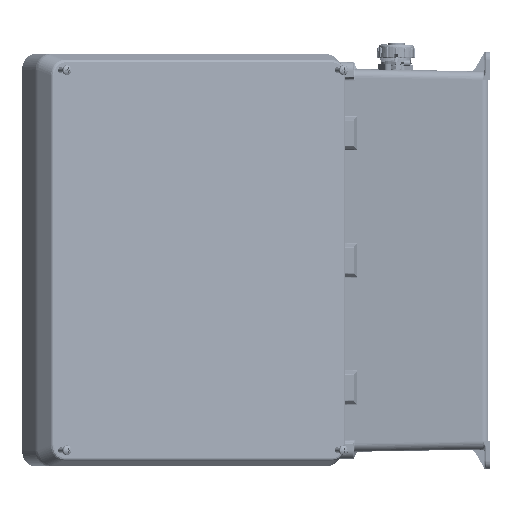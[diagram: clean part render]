
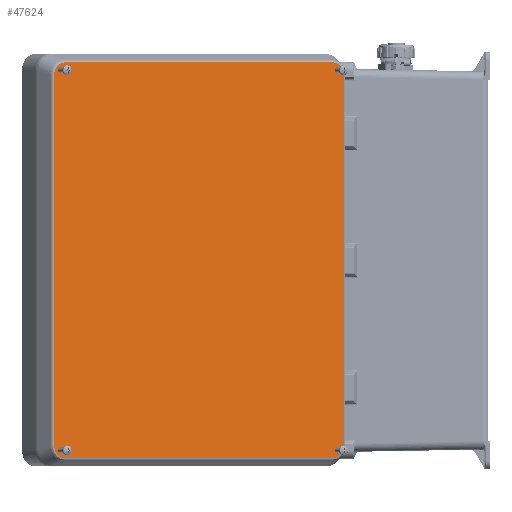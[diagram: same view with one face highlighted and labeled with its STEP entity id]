
A CAD part, left-side view. The second image highlights one B-rep face of the part: STEP entity #47624.
In plain terms, the highlighted face is planar.
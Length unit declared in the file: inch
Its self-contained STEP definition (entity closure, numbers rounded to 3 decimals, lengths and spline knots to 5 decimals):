
#370 = CARTESIAN_POINT ( 'NONE',  ( -6.05905, 0., -0.71315 ) ) ;
#1322 = DIRECTION ( 'NONE',  ( 0., 1., 0. ) ) ;
#2830 = CARTESIAN_POINT ( 'NONE',  ( -6.34544, 0., -14.81371 ) ) ;
#2902 = CARTESIAN_POINT ( 'NONE',  ( 5.86991, 0., -15.00544 ) ) ;
#3332 = LINE ( 'NONE', #50593, #40264 ) ;
#3995 =( BOUNDED_CURVE ( )  B_SPLINE_CURVE ( 3, ( #88163, #51294, #36756, #88494 ),
 .UNSPECIFIED., .F., .F. ) 
 B_SPLINE_CURVE_WITH_KNOTS ( ( 4, 4 ),
 ( 2.40401, 3.87917 ),
 .UNSPECIFIED. ) 
 CURVE ( )  GEOMETRIC_REPRESENTATION_ITEM ( )  RATIONAL_B_SPLINE_CURVE ( ( 1., 0.827, 0.827, 1. ) ) 
 REPRESENTATION_ITEM ( '' )  );
#5408 = AXIS2_PLACEMENT_3D ( 'NONE', #32998, #84698, #40404 ) ;
#6727 = EDGE_LOOP ( 'NONE', ( #23785 ) ) ;
#6791 = ORIENTED_EDGE ( 'NONE', *, *, #71544, .T. ) ;
#6817 = DIRECTION ( 'NONE',  ( 0., 0., 1. ) ) ;
#8216 = FACE_BOUND ( 'NONE', #55280, .T. ) ;
#8742 = CARTESIAN_POINT ( 'NONE',  ( 6.05905, 0., -0.71095 ) ) ;
#8746 = CARTESIAN_POINT ( 'NONE',  ( 5.86991, 0., -0.31456 ) ) ;
#8846 = CARTESIAN_POINT ( 'NONE',  ( 6.05905, 0., -0.60095 ) ) ;
#9012 = AXIS2_PLACEMENT_3D ( 'NONE', #45512, #1322, #52961 ) ;
#9782 = CARTESIAN_POINT ( 'NONE',  ( 0., 0., -0.31456 ) ) ;
#10351 = ORIENTED_EDGE ( 'NONE', *, *, #81453, .F. ) ;
#11926 = VERTEX_POINT ( 'NONE', #46825 ) ;
#15863 = CARTESIAN_POINT ( 'NONE',  ( 6.34544, 0., -0.50629 ) ) ;
#16140 = AXIS2_PLACEMENT_3D ( 'NONE', #29148, #80826, #36538 ) ;
#16291 = DIRECTION ( 'NONE',  ( 0., 0., -1. ) ) ;
#16525 = ORIENTED_EDGE ( 'NONE', *, *, #79524, .F. ) ;
#17700 = CARTESIAN_POINT ( 'NONE',  ( -6.15371, 0., -15.00544 ) ) ;
#20003 = ORIENTED_EDGE ( 'NONE', *, *, #33251, .F. ) ;
#20232 = DIRECTION ( 'NONE',  ( 0., 1., 0. ) ) ;
#20438 = AXIS2_PLACEMENT_3D ( 'NONE', #79019, #20232, #71907 ) ;
#21292 = ORIENTED_EDGE ( 'NONE', *, *, #27077, .F. ) ;
#22932 = VECTOR ( 'NONE', #6817, 39.37008 ) ;
#23785 = ORIENTED_EDGE ( 'NONE', *, *, #85473, .F. ) ;
#27077 = EDGE_CURVE ( 'NONE', #79312, #79312, #36472, .T. ) ;
#27877 = FACE_BOUND ( 'NONE', #54349, .T. ) ;
#29148 = CARTESIAN_POINT ( 'NONE',  ( 6.05905, 0., -14.71905 ) ) ;
#29272 = ORIENTED_EDGE ( 'NONE', *, *, #62400, .T. ) ;
#30078 = CARTESIAN_POINT ( 'NONE',  ( -6.34544, 0., -0.50629 ) ) ;
#32074 = CARTESIAN_POINT ( 'NONE',  ( 6.34544, 0., -0.79009 ) ) ;
#32998 = CARTESIAN_POINT ( 'NONE',  ( -6.05905, 0., -0.60095 ) ) ;
#33251 = EDGE_CURVE ( 'NONE', #63568, #65449, #58333, .T. ) ;
#33293 = ORIENTED_EDGE ( 'NONE', *, *, #89781, .F. ) ;
#34748 = CARTESIAN_POINT ( 'NONE',  ( 6.34544, 0., -14.52991 ) ) ;
#36055 = DIRECTION ( 'NONE',  ( 0., 0., 1. ) ) ;
#36472 = CIRCLE ( 'NONE', #5408, 0.1122 ) ;
#36538 = DIRECTION ( 'NONE',  ( 0., 0., 1. ) ) ;
#36756 = CARTESIAN_POINT ( 'NONE',  ( 6.15371, 0., -15.00544 ) ) ;
#38011 = EDGE_CURVE ( 'NONE', #86163, #86163, #50886, .T. ) ;
#39072 = VERTEX_POINT ( 'NONE', #32074 ) ;
#39515 =( BOUNDED_CURVE ( )  B_SPLINE_CURVE ( 3, ( #52627, #15863, #52941, #8746 ),
 .UNSPECIFIED., .F., .F. ) 
 B_SPLINE_CURVE_WITH_KNOTS ( ( 4, 4 ),
 ( 2.40401, 3.87917 ),
 .UNSPECIFIED. ) 
 CURVE ( )  GEOMETRIC_REPRESENTATION_ITEM ( )  RATIONAL_B_SPLINE_CURVE ( ( 1., 0.827, 0.827, 1. ) ) 
 REPRESENTATION_ITEM ( '' )  );
#40264 = VECTOR ( 'NONE', #36055, 39.37008 ) ;
#40404 = DIRECTION ( 'NONE',  ( 0., 0., -1. ) ) ;
#42886 = ORIENTED_EDGE ( 'NONE', *, *, #79700, .T. ) ;
#43827 = CARTESIAN_POINT ( 'NONE',  ( 6.05905, 0., -14.60905 ) ) ;
#44622 = CARTESIAN_POINT ( 'NONE',  ( -5.86991, 0., -0.31456 ) ) ;
#44865 = CARTESIAN_POINT ( 'NONE',  ( -5.86991, 0., -0.31456 ) ) ;
#45015 = CIRCLE ( 'NONE', #49965, 0.11 ) ;
#45018 = ORIENTED_EDGE ( 'NONE', *, *, #93660, .T. ) ;
#45512 = CARTESIAN_POINT ( 'NONE',  ( -6.05905, 0., -14.71905 ) ) ;
#46825 = CARTESIAN_POINT ( 'NONE',  ( 5.86991, 0., -0.31456 ) ) ;
#47439 = FACE_BOUND ( 'NONE', #68534, .T. ) ;
#47624 = ADVANCED_FACE ( 'NONE', ( #8216, #84485, #71781, #47439, #27877 ), #49555, .F. ) ;
#48312 = VERTEX_POINT ( 'NONE', #74294 ) ;
#49555 = PLANE ( 'NONE',  #20438 ) ;
#49965 = AXIS2_PLACEMENT_3D ( 'NONE', #8846, #60485, #16291 ) ;
#50065 = VERTEX_POINT ( 'NONE', #43827 ) ;
#50593 = CARTESIAN_POINT ( 'NONE',  ( 6.34544, 0., -0.81219 ) ) ;
#50886 = CIRCLE ( 'NONE', #9012, 0.1122 ) ;
#50956 = VECTOR ( 'NONE', #61459, 39.37008 ) ;
#51294 = CARTESIAN_POINT ( 'NONE',  ( 6.34544, 0., -14.81371 ) ) ;
#51851 = ORIENTED_EDGE ( 'NONE', *, *, #81839, .T. ) ;
#52306 = VERTEX_POINT ( 'NONE', #8742 ) ;
#52627 = CARTESIAN_POINT ( 'NONE',  ( 6.34544, 0., -0.79009 ) ) ;
#52941 = CARTESIAN_POINT ( 'NONE',  ( 6.15371, 0., -0.31456 ) ) ;
#52961 = DIRECTION ( 'NONE',  ( 0., 0., 1. ) ) ;
#54349 = EDGE_LOOP ( 'NONE', ( #6791 ) ) ;
#55280 = EDGE_LOOP ( 'NONE', ( #21292 ) ) ;
#58333 = LINE ( 'NONE', #73152, #88407 ) ;
#60485 = DIRECTION ( 'NONE',  ( 0., -1., 0. ) ) ;
#61078 = CARTESIAN_POINT ( 'NONE',  ( -6.05905, 0., -14.60685 ) ) ;
#61459 = DIRECTION ( 'NONE',  ( -1., 0., 0. ) ) ;
#61609 = CARTESIAN_POINT ( 'NONE',  ( -6.34544, 0., -14.52991 ) ) ;
#61987 = CIRCLE ( 'NONE', #16140, 0.11 ) ;
#62087 = VERTEX_POINT ( 'NONE', #91947 ) ;
#62400 = EDGE_CURVE ( 'NONE', #11926, #88324, #90288, .T. ) ;
#63568 = VERTEX_POINT ( 'NONE', #2902 ) ;
#65449 = VERTEX_POINT ( 'NONE', #65473 ) ;
#65473 = CARTESIAN_POINT ( 'NONE',  ( -5.86991, 0., -15.00544 ) ) ;
#65689 = DIRECTION ( 'NONE',  ( -1., 0., 0. ) ) ;
#68534 = EDGE_LOOP ( 'NONE', ( #76975 ) ) ;
#69355 = CARTESIAN_POINT ( 'NONE',  ( -5.86991, 0., -15.00544 ) ) ;
#70617 =( BOUNDED_CURVE ( )  B_SPLINE_CURVE ( 3, ( #61609, #2830, #17700, #69355 ),
 .UNSPECIFIED., .F., .F. ) 
 B_SPLINE_CURVE_WITH_KNOTS ( ( 4, 4 ),
 ( 2.40401, 3.87917 ),
 .UNSPECIFIED. ) 
 CURVE ( )  GEOMETRIC_REPRESENTATION_ITEM ( )  RATIONAL_B_SPLINE_CURVE ( ( 1., 0.827, 0.827, 1. ) ) 
 REPRESENTATION_ITEM ( '' )  );
#71070 = EDGE_LOOP ( 'NONE', ( #42886, #29272, #33293, #16525, #45018, #20003, #10351, #51851 ) ) ;
#71544 = EDGE_CURVE ( 'NONE', #50065, #50065, #61987, .T. ) ;
#71781 = FACE_OUTER_BOUND ( 'NONE', #71070, .T. ) ;
#71907 = DIRECTION ( 'NONE',  ( 0., 0., 1. ) ) ;
#73152 = CARTESIAN_POINT ( 'NONE',  ( 0., 0., -15.00544 ) ) ;
#74294 = CARTESIAN_POINT ( 'NONE',  ( -6.34544, 0., -14.52991 ) ) ;
#74484 = VERTEX_POINT ( 'NONE', #34748 ) ;
#76975 = ORIENTED_EDGE ( 'NONE', *, *, #38011, .T. ) ;
#79019 = CARTESIAN_POINT ( 'NONE',  ( 6.66, 0., 0. ) ) ;
#79312 = VERTEX_POINT ( 'NONE', #370 ) ;
#79524 = EDGE_CURVE ( 'NONE', #48312, #62087, #81875, .T. ) ;
#79700 = EDGE_CURVE ( 'NONE', #39072, #11926, #39515, .T. ) ;
#80128 =( BOUNDED_CURVE ( )  B_SPLINE_CURVE ( 3, ( #81751, #30078, #89200, #44865 ),
 .UNSPECIFIED., .F., .F. ) 
 B_SPLINE_CURVE_WITH_KNOTS ( ( 4, 4 ),
 ( 2.40401, 3.87917 ),
 .UNSPECIFIED. ) 
 CURVE ( )  GEOMETRIC_REPRESENTATION_ITEM ( )  RATIONAL_B_SPLINE_CURVE ( ( 1., 0.827, 0.827, 1. ) ) 
 REPRESENTATION_ITEM ( '' )  );
#80826 = DIRECTION ( 'NONE',  ( 0., 1., 0. ) ) ;
#81453 = EDGE_CURVE ( 'NONE', #74484, #63568, #3995, .T. ) ;
#81751 = CARTESIAN_POINT ( 'NONE',  ( -6.34544, 0., -0.79009 ) ) ;
#81839 = EDGE_CURVE ( 'NONE', #74484, #39072, #3332, .T. ) ;
#81875 = LINE ( 'NONE', #95324, #22932 ) ;
#84485 = FACE_BOUND ( 'NONE', #6727, .T. ) ;
#84698 = DIRECTION ( 'NONE',  ( 0., -1., 0. ) ) ;
#85473 = EDGE_CURVE ( 'NONE', #52306, #52306, #45015, .T. ) ;
#86163 = VERTEX_POINT ( 'NONE', #61078 ) ;
#88163 = CARTESIAN_POINT ( 'NONE',  ( 6.34544, 0., -14.52991 ) ) ;
#88324 = VERTEX_POINT ( 'NONE', #44622 ) ;
#88407 = VECTOR ( 'NONE', #65689, 39.37008 ) ;
#88494 = CARTESIAN_POINT ( 'NONE',  ( 5.86991, 0., -15.00544 ) ) ;
#89200 = CARTESIAN_POINT ( 'NONE',  ( -6.15371, 0., -0.31456 ) ) ;
#89781 = EDGE_CURVE ( 'NONE', #62087, #88324, #80128, .T. ) ;
#90288 = LINE ( 'NONE', #9782, #50956 ) ;
#91947 = CARTESIAN_POINT ( 'NONE',  ( -6.34544, 0., -0.79009 ) ) ;
#93660 = EDGE_CURVE ( 'NONE', #48312, #65449, #70617, .T. ) ;
#95324 = CARTESIAN_POINT ( 'NONE',  ( -6.34544, 0., -0.81219 ) ) ;
